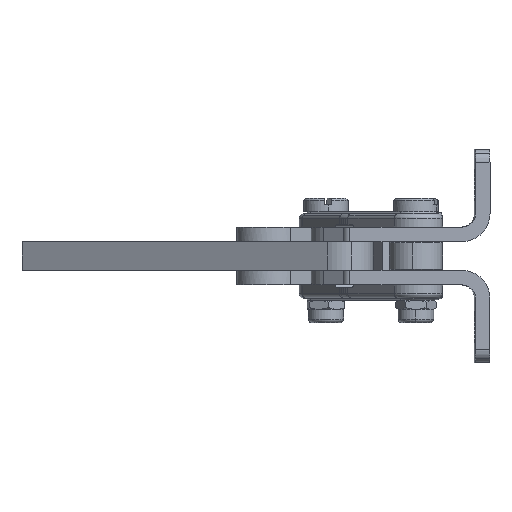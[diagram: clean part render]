
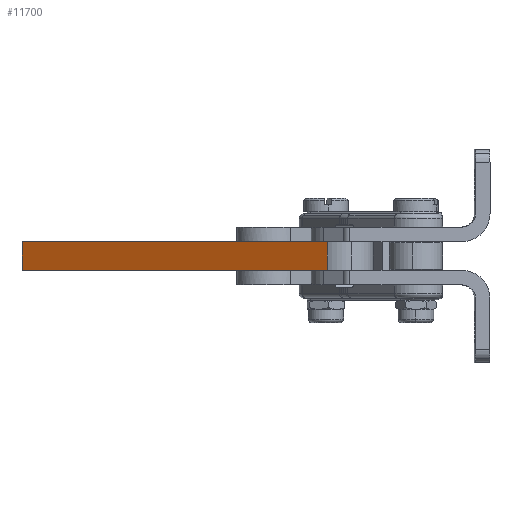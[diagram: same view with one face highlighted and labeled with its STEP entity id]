
A CAD part, left-side view. The second image highlights one B-rep face of the part: STEP entity #11700.
In plain terms, the highlighted planar face has unit normal (-0.881, 0.474, 0).
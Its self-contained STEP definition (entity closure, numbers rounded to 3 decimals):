
#4939=CARTESIAN_POINT('',(83.484,-0.352,-53.454));
#4940=VERTEX_POINT('',#4939);
#4948=CARTESIAN_POINT('',(83.739,0.122,-53.454));
#4949=VERTEX_POINT('',#4948);
#4950=CARTESIAN_POINT('',(83.739,0.122,-53.454));
#4951=DIRECTION('',(-0.474,-0.881,0.));
#4952=VECTOR('',#4951,0.538);
#4953=LINE('',#4950,#4952);
#4954=EDGE_CURVE('',#4949,#4940,#4953,.T.);
#5682=CARTESIAN_POINT('',(92.485,16.381,-53.454));
#5683=VERTEX_POINT('',#5682);
#5684=CARTESIAN_POINT('',(92.485,16.381,-53.454));
#5685=DIRECTION('',(-0.474,-0.881,0.));
#5686=VECTOR('',#5685,18.462);
#5687=LINE('',#5684,#5686);
#5688=EDGE_CURVE('',#5683,#4949,#5687,.T.);
#11447=CARTESIAN_POINT('',(83.739,0.122,-46.954));
#11448=VERTEX_POINT('',#11447);
#11577=CARTESIAN_POINT('',(83.484,-0.352,-46.954));
#11578=VERTEX_POINT('',#11577);
#11579=CARTESIAN_POINT('',(83.739,0.122,-46.954));
#11580=DIRECTION('',(-0.474,-0.881,0.0));
#11581=VECTOR('',#11580,0.538);
#11582=LINE('',#11579,#11581);
#11583=EDGE_CURVE('',#11448,#11578,#11582,.T.);
#11628=CARTESIAN_POINT('',(120.435,68.341,-46.954));
#11629=VERTEX_POINT('',#11628);
#11646=CARTESIAN_POINT('',(120.435,68.341,-53.454));
#11647=VERTEX_POINT('',#11646);
#11654=CARTESIAN_POINT('',(120.435,68.341,-53.454));
#11655=DIRECTION('',(0.0,0.0,1.0));
#11656=VECTOR('',#11655,6.5);
#11657=LINE('',#11654,#11656);
#11658=EDGE_CURVE('',#11647,#11629,#11657,.T.);
#11663=CARTESIAN_POINT('',(80.168,-6.516,-53.454));
#11664=DIRECTION('',(-0.881,0.474,0.));
#11665=DIRECTION('',(0.0,0.0,-1.0));
#11666=AXIS2_PLACEMENT_3D('',#11663,#11664,#11665);
#11667=PLANE('',#11666);
#11668=CARTESIAN_POINT('',(83.484,-0.352,-46.954));
#11669=DIRECTION('',(0.0,0.0,-1.0));
#11670=VECTOR('',#11669,6.5);
#11671=LINE('',#11668,#11670);
#11672=EDGE_CURVE('',#11578,#4940,#11671,.T.);
#11673=ORIENTED_EDGE('',*,*,#11672,.F.);
#11674=ORIENTED_EDGE('',*,*,#11583,.F.);
#11675=CARTESIAN_POINT('',(92.485,16.381,-46.954));
#11676=VERTEX_POINT('',#11675);
#11677=CARTESIAN_POINT('',(83.739,0.122,-46.954));
#11678=DIRECTION('',(0.474,0.881,0.));
#11679=VECTOR('',#11678,18.462);
#11680=LINE('',#11677,#11679);
#11681=EDGE_CURVE('',#11448,#11676,#11680,.T.);
#11682=ORIENTED_EDGE('',*,*,#11681,.T.);
#11683=CARTESIAN_POINT('',(92.485,16.381,-46.954));
#11684=DIRECTION('',(0.474,0.881,0.));
#11685=VECTOR('',#11684,59.);
#11686=LINE('',#11683,#11685);
#11687=EDGE_CURVE('',#11676,#11629,#11686,.T.);
#11688=ORIENTED_EDGE('',*,*,#11687,.T.);
#11689=ORIENTED_EDGE('',*,*,#11658,.F.);
#11690=CARTESIAN_POINT('',(120.435,68.341,-53.454));
#11691=DIRECTION('',(-0.474,-0.881,0.));
#11692=VECTOR('',#11691,59.);
#11693=LINE('',#11690,#11692);
#11694=EDGE_CURVE('',#11647,#5683,#11693,.T.);
#11695=ORIENTED_EDGE('',*,*,#11694,.T.);
#11696=ORIENTED_EDGE('',*,*,#5688,.T.);
#11697=ORIENTED_EDGE('',*,*,#4954,.T.);
#11698=EDGE_LOOP('',(#11673,#11674,#11682,#11688,#11689,#11695,#11696,#11697));
#11699=FACE_OUTER_BOUND('',#11698,.T.);
#11700=ADVANCED_FACE('',(#11699),#11667,.T.);
